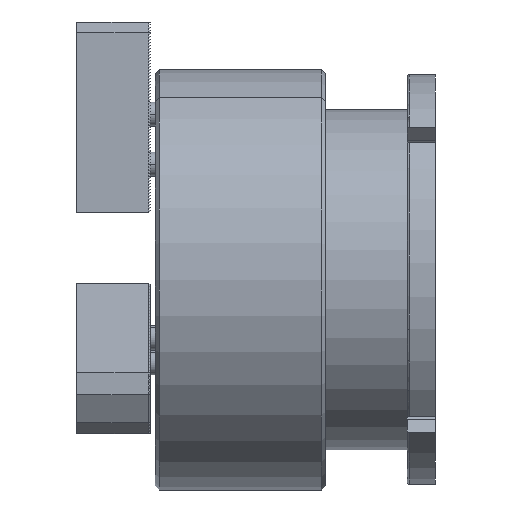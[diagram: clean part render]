
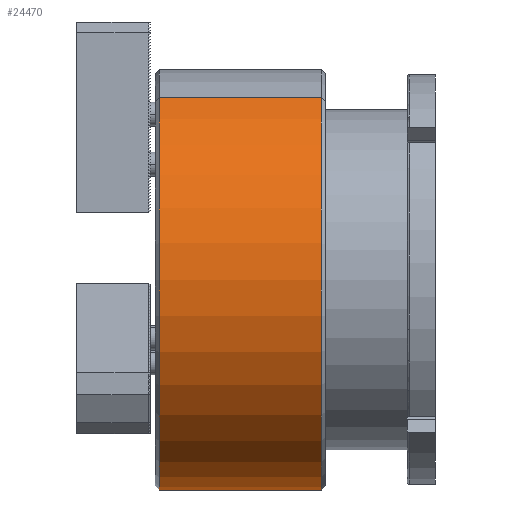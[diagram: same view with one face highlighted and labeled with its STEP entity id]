
A CAD part, left-side view. The second image highlights one B-rep face of the part: STEP entity #24470.
In plain terms, the highlighted cylindrical face has radius 105 mm (diameter 210 mm), a partial arc.
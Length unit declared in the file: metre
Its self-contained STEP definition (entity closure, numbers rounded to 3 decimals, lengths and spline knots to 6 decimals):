
#4900 = CARTESIAN_POINT ( 'NONE',  ( 0.002, 0., 0. ) ) ;
#4901 = DIRECTION ( 'NONE',  ( 1., 0., 0. ) ) ;
#4902 = DIRECTION ( 'NONE',  ( 0., 0., -1. ) ) ;
#4912 = LINE ( 'NONE', #4917, #6065 ) ;
#4913 = CARTESIAN_POINT ( 'NONE',  ( 0.083, 0., 0. ) ) ;
#4914 = DIRECTION ( 'NONE',  ( -1., 0., 0. ) ) ;
#4915 = DIRECTION ( 'NONE',  ( 0., 0., 1. ) ) ;
#4917 = CARTESIAN_POINT ( 'NONE',  ( 0., 0., -0.105 ) ) ;
#4918 = DIRECTION ( 'NONE',  ( -1., 0., 0. ) ) ;
#4919 = LINE ( 'NONE', #4921, #6069 ) ;
#4921 = CARTESIAN_POINT ( 'NONE',  ( 0., 0., 0.105 ) ) ;
#4922 = DIRECTION ( 'NONE',  ( -1., 0., 0. ) ) ;
#6057 = CIRCLE ( 'NONE', #6061, 0.105 ) ;
#6061 = AXIS2_PLACEMENT_3D ( 'NONE', #4900, #4901, #4902 ) ;
#6063 = CIRCLE ( 'NONE', #6067, 0.105 ) ;
#6065 = VECTOR ( 'NONE', #4918, 1. ) ;
#6067 = AXIS2_PLACEMENT_3D ( 'NONE', #4913, #4914, #4915 ) ;
#6069 = VECTOR ( 'NONE', #4922, 1. ) ;
#10331 = AXIS2_PLACEMENT_3D ( 'NONE', #13676, #13673, #13679 ) ;
#13673 = DIRECTION ( 'NONE',  ( -1., 0., 0. ) ) ;
#13675 = FACE_OUTER_BOUND ( 'NONE', #25233, .T. ) ;
#13676 = CARTESIAN_POINT ( 'NONE',  ( 0., 0., 0. ) ) ;
#13678 = CYLINDRICAL_SURFACE ( 'NONE', #10331, 0.105 ) ;
#13679 = DIRECTION ( 'NONE',  ( 0., 0., 1. ) ) ;
#14175 = CARTESIAN_POINT ( 'NONE',  ( 0.083, 0., -0.105 ) ) ;
#14625 = CARTESIAN_POINT ( 'NONE',  ( 0.002, 0., 0.105 ) ) ;
#16300 = VERTEX_POINT ( 'NONE', #26193 ) ;
#16381 = VERTEX_POINT ( 'NONE', #26196 ) ;
#17083 = ORIENTED_EDGE ( 'NONE', *, *, #20468, .F. ) ;
#17146 = ORIENTED_EDGE ( 'NONE', *, *, #20467, .T. ) ;
#17168 = ORIENTED_EDGE ( 'NONE', *, *, #20465, .T. ) ;
#17176 = ORIENTED_EDGE ( 'NONE', *, *, #20461, .T. ) ;
#20461 = EDGE_CURVE ( 'NONE', #16300, #24840, #6057, .T. ) ;
#20465 = EDGE_CURVE ( 'NONE', #16381, #24640, #6063, .T. ) ;
#20467 = EDGE_CURVE ( 'NONE', #24640, #16300, #4912, .T. ) ;
#20468 = EDGE_CURVE ( 'NONE', #16381, #24840, #4919, .T. ) ;
#24470 = ADVANCED_FACE ( 'NONE', ( #13675 ), #13678, .T. ) ;
#24640 = VERTEX_POINT ( 'NONE', #14175 ) ;
#24840 = VERTEX_POINT ( 'NONE', #14625 ) ;
#25233 = EDGE_LOOP ( 'NONE', ( #17168, #17146, #17176, #17083 ) ) ;
#26193 = CARTESIAN_POINT ( 'NONE',  ( 0.002, 0., -0.105 ) ) ;
#26196 = CARTESIAN_POINT ( 'NONE',  ( 0.083, 0., 0.105 ) ) ;
